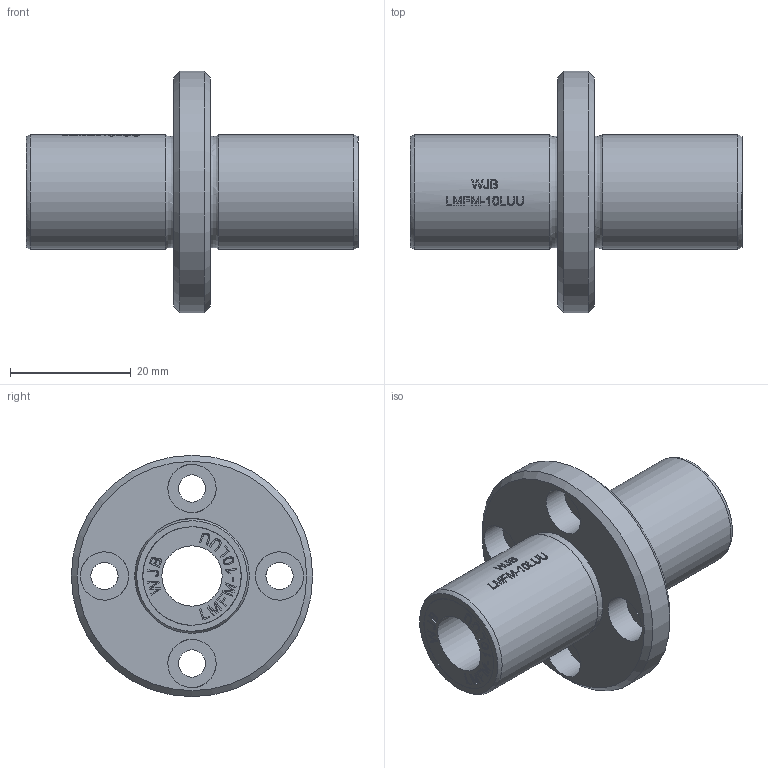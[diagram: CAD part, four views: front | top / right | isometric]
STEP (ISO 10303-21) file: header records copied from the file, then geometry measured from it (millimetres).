
FILE_DESCRIPTION(/* description */ (''),/* implementation_level */ '2;1');
FILE_NAME(/* name */ 'WJB-LMFM-10LUU.stp',/* time_stamp */ '2018-09-23T09:01:53+08:00',/* author */ (''),/* organization */ (''),/* preprocessor_version */ 'ST-DEVELOPER v11',/* originating_system */ 'SIEMENS UGS NX 6.0',/* authorisation */ '');
FILE_SCHEMA (('CONFIG_CONTROL_DESIGN'));
Length unit declared in the file: millimetre
Products named in the file (1): WJB-LMFM-10LUU
Bounding box: 55 x 40 x 40 mm (x, y, z)
Volume: 15936.3 mm3; surface area: 8048.7 mm2
Topology: 1 solids, 1 shells, 384 faces, 1003 edges, 677 vertices
Faces by surface type: plane 258, extrusion 90, cylinder 30, torus 4, cone 2
Full cylindrical faces by diameter (mm): 4.5 x4, 8 x4, 10 x1, 16.3 x2, 19 x2, 40 x1
Entity records: 14777 total; most frequent: CARTESIAN_POINT 5912, ORIENTED_EDGE 1964, DIRECTION 1378, EDGE_CURVE 982, VERTEX_POINT 676, VECTOR 612, LINE 522, EDGE_LOOP 470
